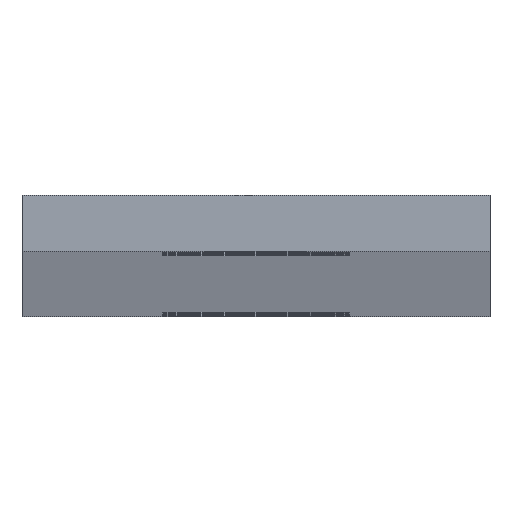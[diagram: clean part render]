
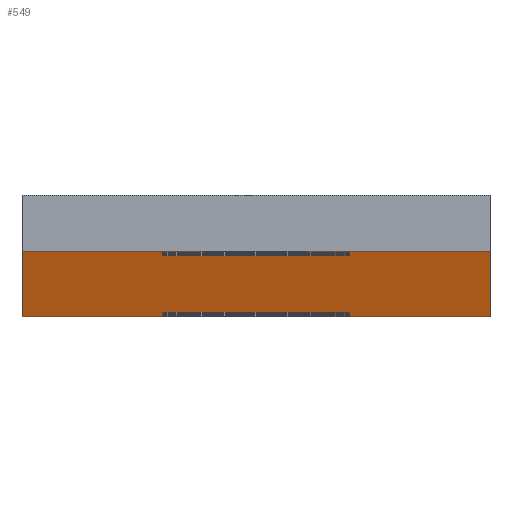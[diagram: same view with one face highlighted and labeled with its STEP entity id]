
A CAD part, top view. The second image highlights one B-rep face of the part: STEP entity #549.
In plain terms, the highlighted planar face has unit normal (0, -1, 0).
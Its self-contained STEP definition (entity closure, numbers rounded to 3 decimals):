
#2=DIRECTION('',(0.,0.,1.));
#3=VECTOR('',#2,2000.);
#4=CARTESIAN_POINT('',(-12.5,0.,-2000.));
#5=LINE('',#4,#3);
#6=DIRECTION('',(1.,0.,0.));
#7=VECTOR('',#6,25.);
#8=CARTESIAN_POINT('',(-12.5,0.,0.));
#9=LINE('',#8,#7);
#10=DIRECTION('',(0.,0.,-1.));
#11=VECTOR('',#10,2000.);
#12=CARTESIAN_POINT('',(12.5,0.,0.));
#13=LINE('',#12,#11);
#14=DIRECTION('',(-1.,0.,0.));
#15=VECTOR('',#14,25.);
#16=CARTESIAN_POINT('',(12.5,0.,-2000.));
#17=LINE('',#16,#15);
#18=DIRECTION('',(0.,0.,-1.));
#19=VECTOR('',#18,20.);
#20=CARTESIAN_POINT('',(5.,0.,-15.));
#21=LINE('',#20,#19);
#22=CARTESIAN_POINT('',(0.,0.,-15.));
#23=DIRECTION('',(0.,1.,0.));
#24=DIRECTION('',(-1.,0.,0.));
#25=AXIS2_PLACEMENT_3D('',#22,#23,#24);
#27=DIRECTION('',(0.,0.,1.));
#28=VECTOR('',#27,20.);
#29=CARTESIAN_POINT('',(-5.,0.,-35.));
#30=LINE('',#29,#28);
#31=CARTESIAN_POINT('',(0.,0.,-35.));
#32=DIRECTION('',(0.,1.,0.));
#33=DIRECTION('',(1.,0.,0.));
#34=AXIS2_PLACEMENT_3D('',#31,#32,#33);
#36=DIRECTION('',(0.,0.,-1.));
#37=VECTOR('',#36,20.);
#38=CARTESIAN_POINT('',(5.,0.,-65.));
#39=LINE('',#38,#37);
#40=CARTESIAN_POINT('',(0.,0.,-65.));
#41=DIRECTION('',(0.,1.,0.));
#42=DIRECTION('',(-1.,0.,0.));
#43=AXIS2_PLACEMENT_3D('',#40,#41,#42);
#45=DIRECTION('',(0.,0.,1.));
#46=VECTOR('',#45,20.);
#47=CARTESIAN_POINT('',(-5.,0.,-85.));
#48=LINE('',#47,#46);
#49=CARTESIAN_POINT('',(0.,0.,-85.));
#50=DIRECTION('',(0.,1.,0.));
#51=DIRECTION('',(1.,0.,0.));
#52=AXIS2_PLACEMENT_3D('',#49,#50,#51);
#54=DIRECTION('',(0.,0.,-1.));
#55=VECTOR('',#54,20.);
#56=CARTESIAN_POINT('',(5.,0.,-115.));
#57=LINE('',#56,#55);
#58=CARTESIAN_POINT('',(0.,0.,-115.));
#59=DIRECTION('',(0.,1.,0.));
#60=DIRECTION('',(-1.,0.,0.));
#61=AXIS2_PLACEMENT_3D('',#58,#59,#60);
#63=DIRECTION('',(0.,0.,1.));
#64=VECTOR('',#63,20.);
#65=CARTESIAN_POINT('',(-5.,0.,-135.));
#66=LINE('',#65,#64);
#67=CARTESIAN_POINT('',(0.,0.,-135.));
#68=DIRECTION('',(0.,1.,0.));
#69=DIRECTION('',(1.,0.,0.));
#70=AXIS2_PLACEMENT_3D('',#67,#68,#69);
#72=DIRECTION('',(0.,0.,1.));
#73=VECTOR('',#72,20.);
#74=CARTESIAN_POINT('',(5.,0.,-1985.));
#75=LINE('',#74,#73);
#76=CARTESIAN_POINT('',(0.,0.,-1965.));
#77=DIRECTION('',(0.,-1.,0.));
#78=DIRECTION('',(1.,0.,0.));
#79=AXIS2_PLACEMENT_3D('',#76,#77,#78);
#81=DIRECTION('',(0.,0.,-1.));
#82=VECTOR('',#81,20.);
#83=CARTESIAN_POINT('',(-5.,0.,-1965.));
#84=LINE('',#83,#82);
#85=CARTESIAN_POINT('',(0.,0.,-1985.));
#86=DIRECTION('',(0.,-1.,0.));
#87=DIRECTION('',(-1.,0.,0.));
#88=AXIS2_PLACEMENT_3D('',#85,#86,#87);
#90=DIRECTION('',(0.,0.,1.));
#91=VECTOR('',#90,20.);
#92=CARTESIAN_POINT('',(5.,0.,-1935.));
#93=LINE('',#92,#91);
#94=CARTESIAN_POINT('',(0.,0.,-1915.));
#95=DIRECTION('',(0.,-1.,0.));
#96=DIRECTION('',(1.,0.,0.));
#97=AXIS2_PLACEMENT_3D('',#94,#95,#96);
#99=DIRECTION('',(0.,0.,-1.));
#100=VECTOR('',#99,20.);
#101=CARTESIAN_POINT('',(-5.,0.,-1915.));
#102=LINE('',#101,#100);
#103=CARTESIAN_POINT('',(0.,0.,-1935.));
#104=DIRECTION('',(0.,-1.,0.));
#105=DIRECTION('',(-1.,0.,0.));
#106=AXIS2_PLACEMENT_3D('',#103,#104,#105);
#108=DIRECTION('',(0.,0.,1.));
#109=VECTOR('',#108,20.);
#110=CARTESIAN_POINT('',(5.,0.,-1885.));
#111=LINE('',#110,#109);
#112=CARTESIAN_POINT('',(0.,0.,-1865.));
#113=DIRECTION('',(0.,-1.,0.));
#114=DIRECTION('',(1.,0.,0.));
#115=AXIS2_PLACEMENT_3D('',#112,#113,#114);
#117=DIRECTION('',(0.,0.,-1.));
#118=VECTOR('',#117,20.);
#119=CARTESIAN_POINT('',(-5.,0.,-1865.));
#120=LINE('',#119,#118);
#121=CARTESIAN_POINT('',(0.,0.,-1885.));
#122=DIRECTION('',(0.,-1.,0.));
#123=DIRECTION('',(-1.,0.,0.));
#124=AXIS2_PLACEMENT_3D('',#121,#122,#123);
#362=CARTESIAN_POINT('',(-12.5,0.,-2000.));
#363=CARTESIAN_POINT('',(-12.5,0.,0.));
#364=VERTEX_POINT('',#362);
#365=VERTEX_POINT('',#363);
#366=CARTESIAN_POINT('',(12.5,0.,0.));
#367=VERTEX_POINT('',#366);
#368=CARTESIAN_POINT('',(12.5,0.,-2000.));
#369=VERTEX_POINT('',#368);
#378=CARTESIAN_POINT('',(5.,0.,-15.));
#379=CARTESIAN_POINT('',(5.,0.,-35.));
#380=VERTEX_POINT('',#378);
#381=VERTEX_POINT('',#379);
#382=CARTESIAN_POINT('',(-5.,0.,-35.));
#383=VERTEX_POINT('',#382);
#384=CARTESIAN_POINT('',(-5.,0.,-15.));
#385=VERTEX_POINT('',#384);
#394=CARTESIAN_POINT('',(5.,0.,-65.));
#395=CARTESIAN_POINT('',(5.,0.,-85.));
#396=VERTEX_POINT('',#394);
#397=VERTEX_POINT('',#395);
#398=CARTESIAN_POINT('',(-5.,0.,-85.));
#399=VERTEX_POINT('',#398);
#400=CARTESIAN_POINT('',(-5.,0.,-65.));
#401=VERTEX_POINT('',#400);
#410=CARTESIAN_POINT('',(5.,0.,-115.));
#411=CARTESIAN_POINT('',(5.,0.,-135.));
#412=VERTEX_POINT('',#410);
#413=VERTEX_POINT('',#411);
#414=CARTESIAN_POINT('',(-5.,0.,-135.));
#415=VERTEX_POINT('',#414);
#416=CARTESIAN_POINT('',(-5.,0.,-115.));
#417=VERTEX_POINT('',#416);
#427=CARTESIAN_POINT('',(5.,0.,-1985.));
#429=VERTEX_POINT('',#427);
#431=CARTESIAN_POINT('',(5.,0.,-1965.));
#433=VERTEX_POINT('',#431);
#435=CARTESIAN_POINT('',(-5.,0.,-1965.));
#437=VERTEX_POINT('',#435);
#439=CARTESIAN_POINT('',(-5.,0.,-1985.));
#441=VERTEX_POINT('',#439);
#443=CARTESIAN_POINT('',(5.,0.,-1935.));
#445=VERTEX_POINT('',#443);
#447=CARTESIAN_POINT('',(5.,0.,-1915.));
#449=VERTEX_POINT('',#447);
#451=CARTESIAN_POINT('',(-5.,0.,-1915.));
#453=VERTEX_POINT('',#451);
#455=CARTESIAN_POINT('',(-5.,0.,-1935.));
#457=VERTEX_POINT('',#455);
#459=CARTESIAN_POINT('',(5.,0.,-1885.));
#461=VERTEX_POINT('',#459);
#463=CARTESIAN_POINT('',(5.,0.,-1865.));
#465=VERTEX_POINT('',#463);
#467=CARTESIAN_POINT('',(-5.,0.,-1865.));
#469=VERTEX_POINT('',#467);
#471=CARTESIAN_POINT('',(-5.,0.,-1885.));
#473=VERTEX_POINT('',#471);
#474=CARTESIAN_POINT('',(0.,0.,0.));
#475=DIRECTION('',(0.,1.,0.));
#476=DIRECTION('',(1.,0.,0.));
#477=AXIS2_PLACEMENT_3D('',#474,#475,#476);
#478=PLANE('',#477);
#480=ORIENTED_EDGE('',*,*,#479,.T.);
#482=ORIENTED_EDGE('',*,*,#481,.T.);
#484=ORIENTED_EDGE('',*,*,#483,.T.);
#486=ORIENTED_EDGE('',*,*,#485,.T.);
#487=EDGE_LOOP('',(#480,#482,#484,#486));
#488=FACE_OUTER_BOUND('',#487,.F.);
#490=ORIENTED_EDGE('',*,*,#489,.F.);
#492=ORIENTED_EDGE('',*,*,#491,.F.);
#494=ORIENTED_EDGE('',*,*,#493,.F.);
#496=ORIENTED_EDGE('',*,*,#495,.F.);
#497=EDGE_LOOP('',(#490,#492,#494,#496));
#498=FACE_BOUND('',#497,.F.);
#500=ORIENTED_EDGE('',*,*,#499,.F.);
#502=ORIENTED_EDGE('',*,*,#501,.F.);
#504=ORIENTED_EDGE('',*,*,#503,.F.);
#506=ORIENTED_EDGE('',*,*,#505,.F.);
#507=EDGE_LOOP('',(#500,#502,#504,#506));
#508=FACE_BOUND('',#507,.F.);
#510=ORIENTED_EDGE('',*,*,#509,.F.);
#512=ORIENTED_EDGE('',*,*,#511,.F.);
#514=ORIENTED_EDGE('',*,*,#513,.F.);
#516=ORIENTED_EDGE('',*,*,#515,.F.);
#517=EDGE_LOOP('',(#510,#512,#514,#516));
#518=FACE_BOUND('',#517,.F.);
#520=ORIENTED_EDGE('',*,*,#519,.T.);
#522=ORIENTED_EDGE('',*,*,#521,.T.);
#524=ORIENTED_EDGE('',*,*,#523,.T.);
#526=ORIENTED_EDGE('',*,*,#525,.T.);
#527=EDGE_LOOP('',(#520,#522,#524,#526));
#528=FACE_BOUND('',#527,.F.);
#530=ORIENTED_EDGE('',*,*,#529,.T.);
#532=ORIENTED_EDGE('',*,*,#531,.T.);
#534=ORIENTED_EDGE('',*,*,#533,.T.);
#536=ORIENTED_EDGE('',*,*,#535,.T.);
#537=EDGE_LOOP('',(#530,#532,#534,#536));
#538=FACE_BOUND('',#537,.F.);
#540=ORIENTED_EDGE('',*,*,#539,.T.);
#542=ORIENTED_EDGE('',*,*,#541,.T.);
#544=ORIENTED_EDGE('',*,*,#543,.T.);
#546=ORIENTED_EDGE('',*,*,#545,.T.);
#547=EDGE_LOOP('',(#540,#542,#544,#546));
#548=FACE_BOUND('',#547,.F.);
#549=ADVANCED_FACE('',(#488,#498,#508,#518,#528,#538,#548),#478,.F.);
#26=CIRCLE('',#25,5.);
#35=CIRCLE('',#34,5.);
#44=CIRCLE('',#43,5.);
#53=CIRCLE('',#52,5.);
#62=CIRCLE('',#61,5.);
#71=CIRCLE('',#70,5.);
#80=CIRCLE('',#79,5.);
#89=CIRCLE('',#88,5.);
#98=CIRCLE('',#97,5.);
#107=CIRCLE('',#106,5.);
#116=CIRCLE('',#115,5.);
#125=CIRCLE('',#124,5.);
#479=EDGE_CURVE('',#364,#365,#5,.T.);
#481=EDGE_CURVE('',#365,#367,#9,.T.);
#483=EDGE_CURVE('',#367,#369,#13,.T.);
#485=EDGE_CURVE('',#369,#364,#17,.T.);
#489=EDGE_CURVE('',#380,#381,#21,.T.);
#491=EDGE_CURVE('',#385,#380,#26,.T.);
#493=EDGE_CURVE('',#383,#385,#30,.T.);
#495=EDGE_CURVE('',#381,#383,#35,.T.);
#499=EDGE_CURVE('',#396,#397,#39,.T.);
#501=EDGE_CURVE('',#401,#396,#44,.T.);
#503=EDGE_CURVE('',#399,#401,#48,.T.);
#505=EDGE_CURVE('',#397,#399,#53,.T.);
#509=EDGE_CURVE('',#412,#413,#57,.T.);
#511=EDGE_CURVE('',#417,#412,#62,.T.);
#513=EDGE_CURVE('',#415,#417,#66,.T.);
#515=EDGE_CURVE('',#413,#415,#71,.T.);
#519=EDGE_CURVE('',#429,#433,#75,.T.);
#521=EDGE_CURVE('',#433,#437,#80,.T.);
#523=EDGE_CURVE('',#437,#441,#84,.T.);
#525=EDGE_CURVE('',#441,#429,#89,.T.);
#529=EDGE_CURVE('',#445,#449,#93,.T.);
#531=EDGE_CURVE('',#449,#453,#98,.T.);
#533=EDGE_CURVE('',#453,#457,#102,.T.);
#535=EDGE_CURVE('',#457,#445,#107,.T.);
#539=EDGE_CURVE('',#461,#465,#111,.T.);
#541=EDGE_CURVE('',#465,#469,#116,.T.);
#543=EDGE_CURVE('',#469,#473,#120,.T.);
#545=EDGE_CURVE('',#473,#461,#125,.T.);
